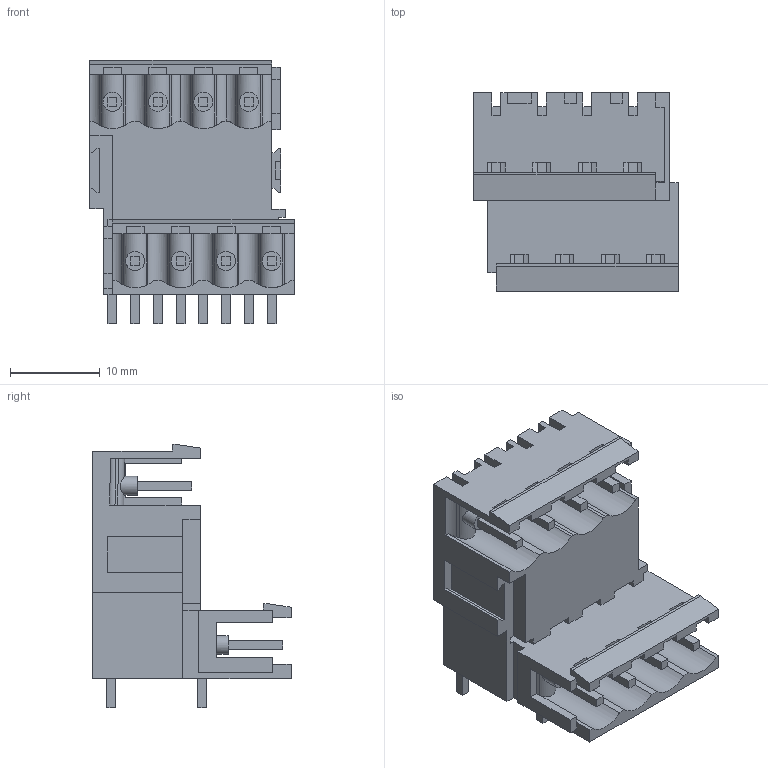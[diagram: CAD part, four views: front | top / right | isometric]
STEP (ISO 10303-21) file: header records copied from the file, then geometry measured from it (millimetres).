
FILE_DESCRIPTION(('CATIA V5R22 STEP214','CAx-IF Rec.Pracs.--- Model Styling and Organization---1.4--- 2014-01-23'),'2;1');
FILE_NAME ('D1454931_1_1725190000_1725190000.stp','2023-03-17T12:51:35+00:00',('none'),('Weidmueller'),'CATIA Version 5-6 Release 2016 SP3 HF44','CATIA V5 STEP AP214','none');
FILE_SCHEMA(('AUTOMOTIVE_DESIGN { 1 0 10303 214 1 1 1 1 }'));
Length unit declared in the file: millimetre
Products named in the file (1): 1725190000
Bounding box: 22.86 x 22.16 x 29.41 mm (x, y, z)
Volume: 4778.5 mm3; surface area: 6054.1 mm2
Topology: 9 solids, 9 shells, 353 faces, 1110 edges, 753 vertices
Faces by surface type: plane 299, cylinder 54
Entity records: 12404 total; most frequent: CARTESIAN_POINT 2981, ORIENTED_EDGE 2220, DIRECTION 1538, EDGE_CURVE 1110, VECTOR 944, LINE 944, VERTEX_POINT 753, EDGE_LOOP 371
